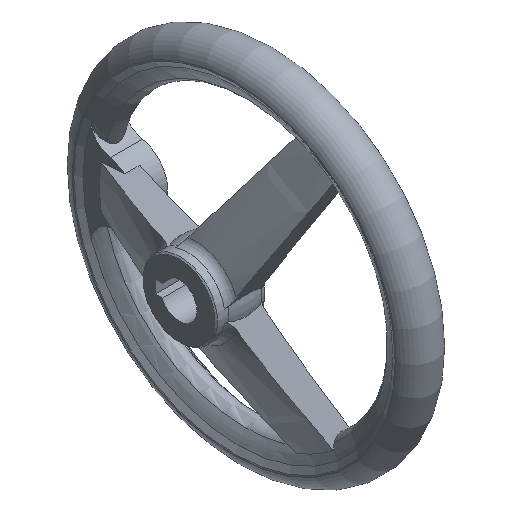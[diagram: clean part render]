
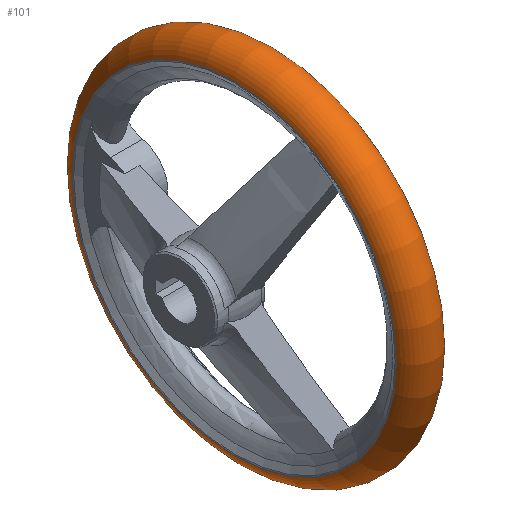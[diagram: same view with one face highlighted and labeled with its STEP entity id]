
A CAD part, isometric view. The second image highlights one B-rep face of the part: STEP entity #101.
In plain terms, the highlighted toroidal (fillet/blend) face has major radius 61.3 mm and minor radius 8.7 mm.
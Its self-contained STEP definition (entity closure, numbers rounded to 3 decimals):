
#101 = ADVANCED_FACE( '', ( #190, #191, #192 ), #193, .T. );
#190 = FACE_BOUND( '', #316, .T. );
#191 = FACE_OUTER_BOUND( '', #317, .T. );
#192 = FACE_OUTER_BOUND( '', #318, .T. );
#193 = TOROIDAL_SURFACE( '', #319, 61.3, 8.7 );
#316 = VERTEX_LOOP( '', #700 );
#317 = EDGE_LOOP( '', ( #701 ) );
#318 = EDGE_LOOP( '', ( #702 ) );
#319 = AXIS2_PLACEMENT_3D( '', #703, #704, #705 );
#700 = VERTEX_POINT( '', #1048 );
#701 = ORIENTED_EDGE( '', *, *, #1049, .T. );
#702 = ORIENTED_EDGE( '', *, *, #1050, .F. );
#703 = CARTESIAN_POINT( '', ( 30., 0., 0. ) );
#704 = DIRECTION( '', ( 1., 0., 0. ) );
#705 = DIRECTION( '', ( 0., 0., -1. ) );
#1048 = CARTESIAN_POINT( '', ( 30., 0., -70. ) );
#1049 = EDGE_CURVE( '', #1301, #1301, #1302, .T. );
#1050 = EDGE_CURVE( '', #1303, #1303, #1304, .T. );
#1301 = VERTEX_POINT( '', #2079 );
#1302 = CIRCLE( '', #2080, 63.263 );
#1303 = VERTEX_POINT( '', #2081 );
#1304 = CIRCLE( '', #2082, 63.263 );
#2079 = CARTESIAN_POINT( '', ( 21.524, 0., -63.263 ) );
#2080 = AXIS2_PLACEMENT_3D( '', #2374, #2375, #2376 );
#2081 = CARTESIAN_POINT( '', ( 38.476, 0., -63.263 ) );
#2082 = AXIS2_PLACEMENT_3D( '', #2377, #2378, #2379 );
#2374 = CARTESIAN_POINT( '', ( 21.524, 0., 0. ) );
#2375 = DIRECTION( '', ( 1., 0., 0. ) );
#2376 = DIRECTION( '', ( 0., 0., -1. ) );
#2377 = CARTESIAN_POINT( '', ( 38.476, 0., 0. ) );
#2378 = DIRECTION( '', ( 1., 0., 0. ) );
#2379 = DIRECTION( '', ( 0., 0., -1. ) );
